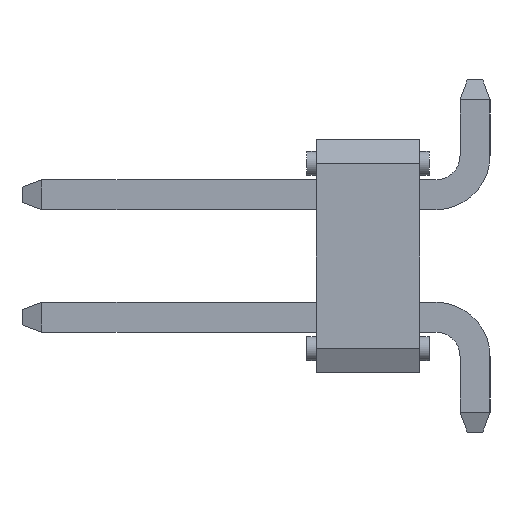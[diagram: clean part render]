
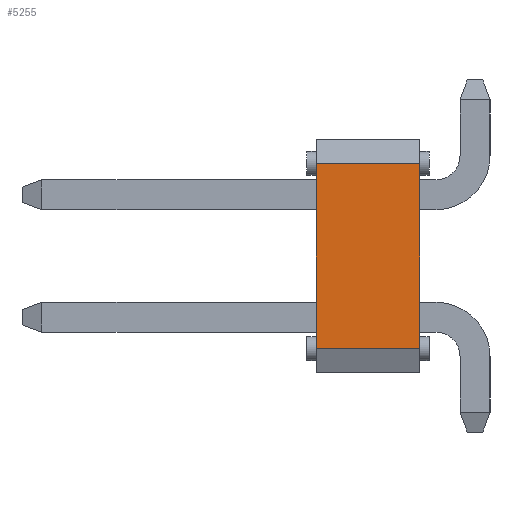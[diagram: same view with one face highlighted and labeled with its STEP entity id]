
A CAD part, left-side view. The second image highlights one B-rep face of the part: STEP entity #5255.
In plain terms, the highlighted planar face has unit normal (-1, 0, 0).
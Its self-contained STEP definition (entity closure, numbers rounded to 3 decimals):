
#118 = CARTESIAN_POINT ( 'NONE',  ( -12.7, 1.46, -1.915 ) ) ;
#266 = DIRECTION ( 'NONE',  ( 0., 1., 0. ) ) ;
#368 = ORIENTED_EDGE ( 'NONE', *, *, #9241, .T. ) ;
#424 = CARTESIAN_POINT ( 'NONE',  ( -12.7, 3.6, 2.415 ) ) ;
#580 = ORIENTED_EDGE ( 'NONE', *, *, #7703, .F. ) ;
#1183 = CARTESIAN_POINT ( 'NONE',  ( -12.7, 1.46, -1.915 ) ) ;
#1204 = LINE ( 'NONE', #424, #4654 ) ;
#1343 = ORIENTED_EDGE ( 'NONE', *, *, #2794, .F. ) ;
#2112 = DIRECTION ( 'NONE',  ( 1., 0., 0. ) ) ;
#2727 = FACE_OUTER_BOUND ( 'NONE', #9009, .T. ) ;
#2794 = EDGE_CURVE ( 'NONE', #6822, #3214, #1204, .T. ) ;
#3214 = VERTEX_POINT ( 'NONE', #6698 ) ;
#3424 = CARTESIAN_POINT ( 'NONE',  ( -12.7, 3.6, -1.915 ) ) ;
#3500 = DIRECTION ( 'NONE',  ( 0., 0., 1. ) ) ;
#4018 = VERTEX_POINT ( 'NONE', #1183 ) ;
#4624 = VERTEX_POINT ( 'NONE', #9282 ) ;
#4654 = VECTOR ( 'NONE', #3500, 1000. ) ;
#4809 = DIRECTION ( 'NONE',  ( 0., 1., 0. ) ) ;
#4861 = AXIS2_PLACEMENT_3D ( 'NONE', #8400, #2112, #8952 ) ;
#5255 = ADVANCED_FACE ( 'NONE', ( #2727 ), #6758, .F. ) ;
#6103 = VECTOR ( 'NONE', #4809, 1000. ) ;
#6279 = LINE ( 'NONE', #9386, #6103 ) ;
#6608 = LINE ( 'NONE', #7370, #9983 ) ;
#6698 = CARTESIAN_POINT ( 'NONE',  ( -12.7, 3.6, 1.915 ) ) ;
#6758 = PLANE ( 'NONE',  #4861 ) ;
#6822 = VERTEX_POINT ( 'NONE', #3424 ) ;
#7178 = ORIENTED_EDGE ( 'NONE', *, *, #9464, .T. ) ;
#7370 = CARTESIAN_POINT ( 'NONE',  ( -12.7, 1.46, 2.415 ) ) ;
#7703 = EDGE_CURVE ( 'NONE', #4018, #6822, #8760, .T. ) ;
#8361 = VECTOR ( 'NONE', #266, 1000. ) ;
#8400 = CARTESIAN_POINT ( 'NONE',  ( -12.7, 3.6, 2.415 ) ) ;
#8760 = LINE ( 'NONE', #118, #8361 ) ;
#8952 = DIRECTION ( 'NONE',  ( 0., 0., -1. ) ) ;
#9009 = EDGE_LOOP ( 'NONE', ( #368, #7178, #1343, #580 ) ) ;
#9241 = EDGE_CURVE ( 'NONE', #4018, #4624, #6608, .T. ) ;
#9282 = CARTESIAN_POINT ( 'NONE',  ( -12.7, 1.46, 1.915 ) ) ;
#9386 = CARTESIAN_POINT ( 'NONE',  ( -12.7, 1.46, 1.915 ) ) ;
#9464 = EDGE_CURVE ( 'NONE', #4624, #3214, #6279, .T. ) ;
#9809 = DIRECTION ( 'NONE',  ( 0., 0., 1. ) ) ;
#9983 = VECTOR ( 'NONE', #9809, 1000. ) ;
